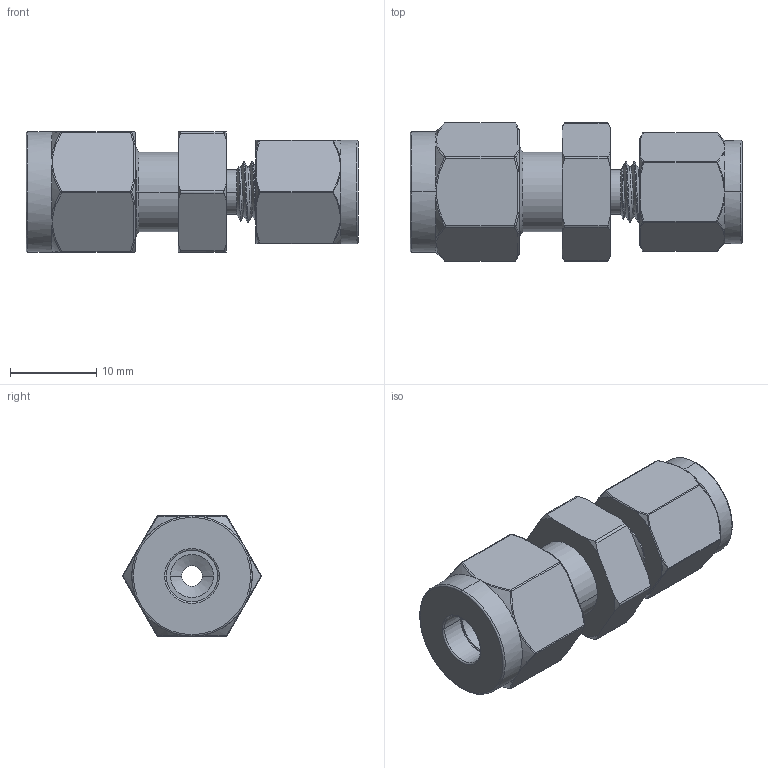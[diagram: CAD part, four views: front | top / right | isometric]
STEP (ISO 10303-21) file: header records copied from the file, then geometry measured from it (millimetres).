
FILE_DESCRIPTION((''),'2;1');
FILE_NAME('001_CUR_REDUCING_UNION_MASTER_ASM','2025-06-26T14:36:15',('Administrator'),(''),'CREO PARAMETRIC BY PTC INC, 2020184','CREO PARAMETRIC BY PTC INC, 2020184','');
FILE_SCHEMA(('AUTOMOTIVE_DESIGN { 1 0 10303 214 1 1 1 1 }'));
Length unit declared in the file: millimetre
Products named in the file (8): DIN2353-TUBE; DIN2353_TUBE_NUT_RIGHT; BACK_FERRULE_RIGHT; DIN2353_TUBE_NUT_LEFT; FRONT_FERRULE_RIGHT; BACK_FERRULE_LEFT; FRONT_FERRULE_LEFT; 001_CUR_REDUCING_UNION_MASTER_ASM
Assembly tree (7 placements, depth 2):
  001_CUR_REDUCING_UNION_MASTER_ASM
    DIN2353-TUBE
    DIN2353_TUBE_NUT_RIGHT
    BACK_FERRULE_RIGHT
    DIN2353_TUBE_NUT_LEFT
    FRONT_FERRULE_RIGHT
    BACK_FERRULE_LEFT
    FRONT_FERRULE_LEFT
Bounding box: 38.6 x 16.11 x 14 mm (x, y, z)
Volume: 4202.8 mm3; surface area: 4815.9 mm2
Topology: 7 solids, 7 shells, 405 faces, 934 edges, 581 vertices
Faces by surface type: cylinder 109, bspline 78, cone 74, torus 60, sphere 48, plane 36
Entity records: 29885 total; most frequent: CARTESIAN_POINT 19947, ORIENTED_EDGE 1814, DIRECTION 1755, EDGE_CURVE 907, AXIS2_PLACEMENT_3D 763, VERTEX_POINT 520, EDGE_LOOP 423, FACE_OUTER_BOUND 405
